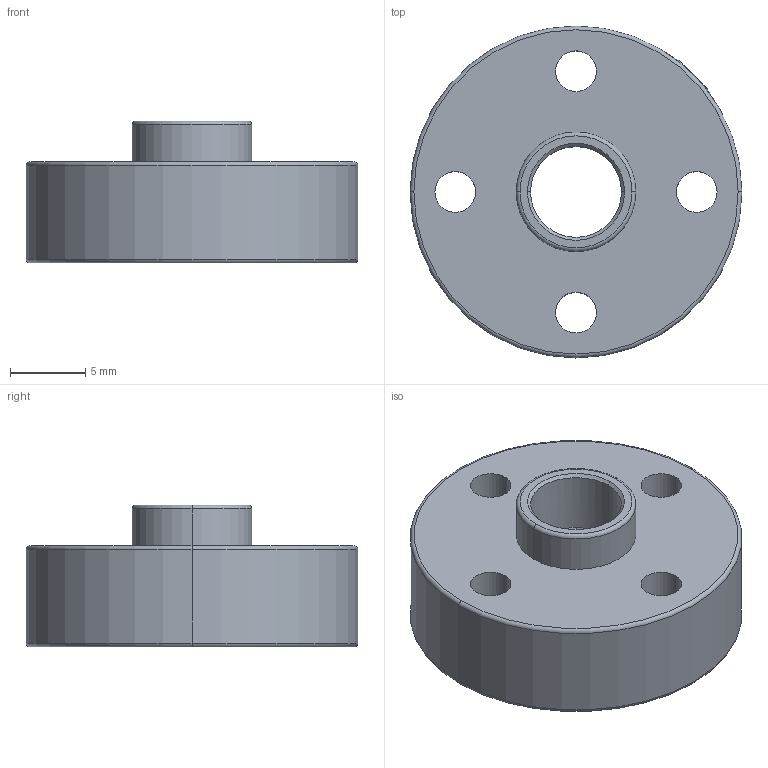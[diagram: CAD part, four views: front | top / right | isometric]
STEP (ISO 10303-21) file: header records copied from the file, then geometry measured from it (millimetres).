
FILE_DESCRIPTION (( 'STEP AP214' ), '1' );
FILE_NAME ('39079_TXM-Motor Shaft Hub With Set Screw.STEP', '2017-01-16T14:30:54', ( '' ), ( '' ), 'SwSTEP 2.0', 'SolidWorks 2016', '' );
FILE_SCHEMA (( 'AUTOMOTIVE_DESIGN' ));
Length unit declared in the file: millimetre
Products named in the file (2): 39079_TXM-Motor Shaft Hub With Set Screw
Bounding box: 22 x 22 x 9.4 mm (x, y, z)
Volume: 2187.3 mm3; surface area: 1764.9 mm2
Topology: 2 solids, 2 shells, 57 faces, 143 edges, 91 vertices
Faces by surface type: cylinder 26, plane 12, cone 11, torus 6, bspline 2
Entity records: 3584 total; most frequent: CARTESIAN_POINT 1572, ORIENTED_EDGE 282, DIRECTION 271, EDGE_CURVE 141, AXIS2_PLACEMENT_3D 109, VERTEX_POINT 91, EDGE_LOOP 72, UNCERTAINTY_MEASURE_WITH_UNIT 61
